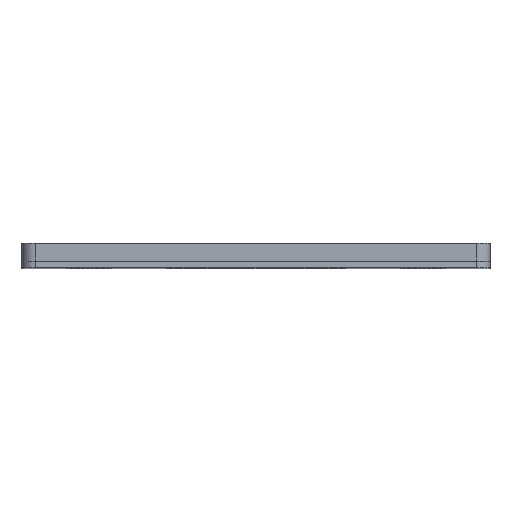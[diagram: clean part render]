
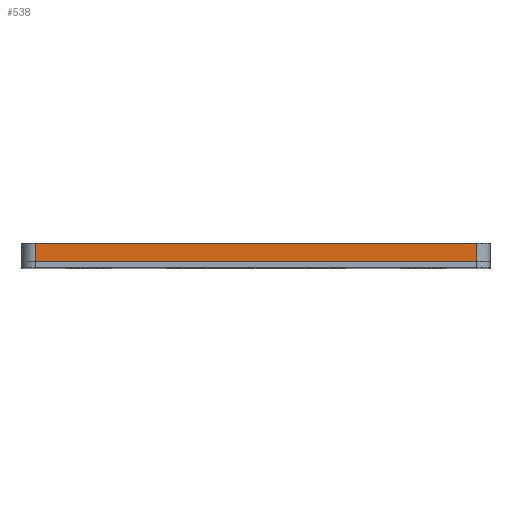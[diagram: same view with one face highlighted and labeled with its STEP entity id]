
A CAD part, top view. The second image highlights one B-rep face of the part: STEP entity #538.
In plain terms, the highlighted planar face has unit normal (0, 0, 1).
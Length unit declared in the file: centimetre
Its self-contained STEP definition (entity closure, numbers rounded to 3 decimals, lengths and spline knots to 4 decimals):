
#116=FACE_OUTER_BOUND('',#151,.T.);
#151=EDGE_LOOP('',(#411,#412,#413,#414));
#207=LINE('',#833,#239);
#211=LINE('',#855,#243);
#212=LINE('',#858,#244);
#213=LINE('',#859,#245);
#239=VECTOR('',#658,9.9);
#243=VECTOR('',#680,0.4);
#244=VECTOR('',#683,9.9);
#245=VECTOR('',#684,0.4);
#272=VERTEX_POINT('',#829);
#274=VERTEX_POINT('',#832);
#283=VERTEX_POINT('',#853);
#284=VERTEX_POINT('',#857);
#326=EDGE_CURVE('',#272,#274,#207,.T.);
#338=EDGE_CURVE('',#272,#283,#211,.T.);
#339=EDGE_CURVE('',#283,#284,#212,.T.);
#340=EDGE_CURVE('',#284,#274,#213,.T.);
#411=ORIENTED_EDGE('',*,*,#338,.T.);
#412=ORIENTED_EDGE('',*,*,#339,.T.);
#413=ORIENTED_EDGE('',*,*,#340,.T.);
#414=ORIENTED_EDGE('',*,*,#326,.F.);
#524=PLANE('',#583);
#538=ADVANCED_FACE('',(#116),#524,.T.);
#583=AXIS2_PLACEMENT_3D('',#856,#681,#682);
#658=DIRECTION('',(-1.,0.,0.));
#680=DIRECTION('',(0.,1.,0.));
#681=DIRECTION('center_axis',(0.,0.,1.));
#682=DIRECTION('ref_axis',(1.,0.,0.));
#683=DIRECTION('',(-1.,0.,0.));
#684=DIRECTION('',(0.,-1.,0.));
#829=CARTESIAN_POINT('',(153.1,3.8,48.95));
#832=CARTESIAN_POINT('',(143.2,3.8,48.95));
#833=CARTESIAN_POINT('',(153.1,3.8,48.95));
#853=CARTESIAN_POINT('',(153.1,4.2,48.95));
#855=CARTESIAN_POINT('',(153.1,3.8,48.95));
#856=CARTESIAN_POINT('Origin',(142.9,4.2,48.95));
#857=CARTESIAN_POINT('',(143.2,4.2,48.95));
#858=CARTESIAN_POINT('',(153.1,4.2,48.95));
#859=CARTESIAN_POINT('',(143.2,4.2,48.95));
